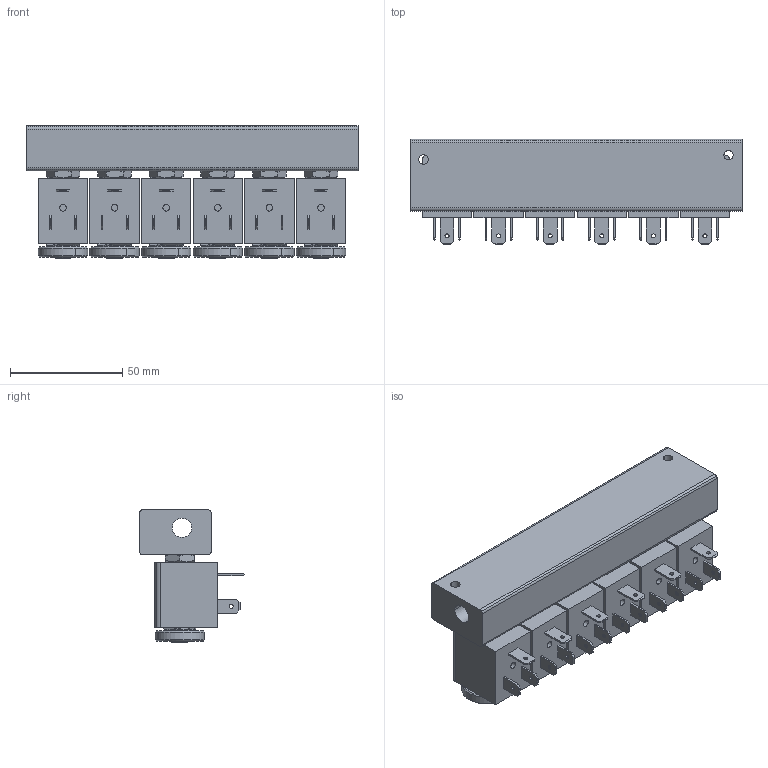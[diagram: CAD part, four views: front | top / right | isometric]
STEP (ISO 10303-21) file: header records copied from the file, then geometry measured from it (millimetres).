
FILE_DESCRIPTION((''),'2;1');
FILE_NAME('00_076_3.stp','2003-01-02T01:16:23',('Branislav Petkovic'),('AZ Pneumatica'),'AutoCAD STEP 2000i','AutoCAD 2000i','Via J. F. Kennedy, 26, 20020 Misinto (MI), ITALY');
FILE_SCHEMA(('CONFIG_CONTROL_DESIGN'));
Length unit declared in the file: millimetre
Products named in the file (10): 00_076_3; PART2; KOTVA I MAGNET; SIPKA; PODLOSKA; STEZAC; MAGNET; PART1; 521 LL90; PART1A
Assembly tree (12 placements, depth 4):
  00_076_3
    PART2
    KOTVA I MAGNET  x6
      SIPKA
      PODLOSKA
      STEZAC
      MAGNET
        PART1
  521 LL90
  PART1A
Bounding box: 148 x 46.9 x 59 mm (x, y, z)
Surface area: 71613.4 mm2 (no closed solid volume)
Topology: 0 solids, 25 shells, 680 faces, 1632 edges, 1064 vertices
Faces by surface type: plane 314, cylinder 234, cone 120, torus 12
Entity records: 5356 total; most frequent: CARTESIAN_POINT 1113, DIRECTION 884, ORIENTED_EDGE 770, EDGE_CURVE 385, AXIS2_PLACEMENT_3D 345, VERTEX_POINT 254, EDGE_LOOP 207, VECTOR 194
